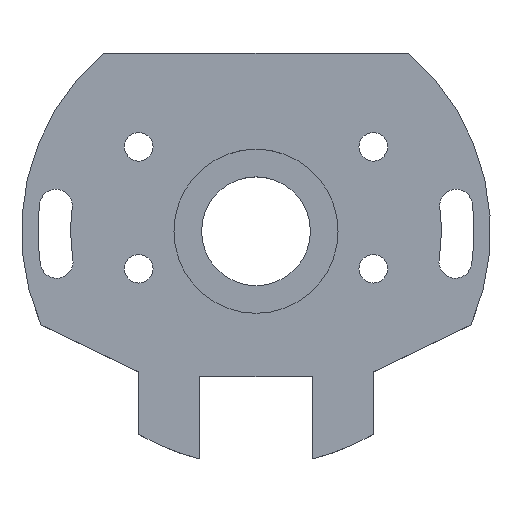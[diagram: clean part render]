
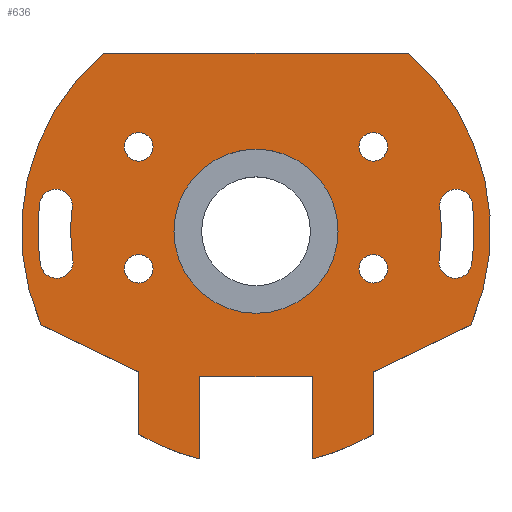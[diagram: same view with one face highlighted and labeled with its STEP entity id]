
A CAD part, top view. The second image highlights one B-rep face of the part: STEP entity #636.
In plain terms, the highlighted planar face has unit normal (0, 0, 1).
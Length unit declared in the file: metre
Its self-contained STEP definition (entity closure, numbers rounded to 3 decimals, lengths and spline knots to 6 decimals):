
#12=LINE('',#1019,#48);
#13=LINE('',#1022,#49);
#14=LINE('',#1026,#50);
#15=LINE('',#1028,#51);
#16=LINE('',#1032,#52);
#17=LINE('',#1036,#53);
#18=LINE('',#1038,#54);
#19=LINE('',#1042,#55);
#48=VECTOR('',#810,1.);
#49=VECTOR('',#811,1.);
#50=VECTOR('',#814,1.);
#51=VECTOR('',#815,1.);
#52=VECTOR('',#818,1.);
#53=VECTOR('',#821,1.);
#54=VECTOR('',#822,1.);
#55=VECTOR('',#825,1.);
#84=PLANE('',#690);
#101=ORIENTED_EDGE('',*,*,#269,.F.);
#102=ORIENTED_EDGE('',*,*,#270,.F.);
#103=ORIENTED_EDGE('',*,*,#271,.F.);
#104=ORIENTED_EDGE('',*,*,#272,.F.);
#105=ORIENTED_EDGE('',*,*,#273,.F.);
#106=ORIENTED_EDGE('',*,*,#274,.F.);
#107=ORIENTED_EDGE('',*,*,#275,.T.);
#108=ORIENTED_EDGE('',*,*,#276,.T.);
#109=ORIENTED_EDGE('',*,*,#277,.F.);
#110=ORIENTED_EDGE('',*,*,#278,.F.);
#111=ORIENTED_EDGE('',*,*,#279,.T.);
#112=ORIENTED_EDGE('',*,*,#280,.T.);
#113=ORIENTED_EDGE('',*,*,#281,.F.);
#114=ORIENTED_EDGE('',*,*,#282,.T.);
#115=ORIENTED_EDGE('',*,*,#283,.T.);
#116=ORIENTED_EDGE('',*,*,#284,.T.);
#117=ORIENTED_EDGE('',*,*,#285,.F.);
#118=ORIENTED_EDGE('',*,*,#286,.T.);
#119=ORIENTED_EDGE('',*,*,#287,.T.);
#120=ORIENTED_EDGE('',*,*,#288,.F.);
#121=ORIENTED_EDGE('',*,*,#289,.T.);
#122=ORIENTED_EDGE('',*,*,#290,.F.);
#123=ORIENTED_EDGE('',*,*,#291,.T.);
#124=ORIENTED_EDGE('',*,*,#292,.T.);
#125=ORIENTED_EDGE('',*,*,#293,.F.);
#269=EDGE_CURVE('',#353,#353,#417,.T.);
#270=EDGE_CURVE('',#354,#354,#418,.T.);
#271=EDGE_CURVE('',#355,#355,#419,.T.);
#272=EDGE_CURVE('',#356,#356,#420,.T.);
#273=EDGE_CURVE('',#357,#357,#421,.T.);
#274=EDGE_CURVE('',#358,#359,#422,.T.);
#275=EDGE_CURVE('',#358,#360,#423,.T.);
#276=EDGE_CURVE('',#360,#361,#424,.T.);
#277=EDGE_CURVE('',#359,#361,#425,.T.);
#278=EDGE_CURVE('',#362,#363,#426,.T.);
#279=EDGE_CURVE('',#362,#364,#427,.T.);
#280=EDGE_CURVE('',#364,#365,#428,.T.);
#281=EDGE_CURVE('',#363,#365,#429,.T.);
#282=EDGE_CURVE('',#366,#367,#12,.T.);
#283=EDGE_CURVE('',#367,#368,#13,.T.);
#284=EDGE_CURVE('',#368,#369,#430,.T.);
#285=EDGE_CURVE('',#370,#369,#14,.T.);
#286=EDGE_CURVE('',#370,#371,#15,.T.);
#287=EDGE_CURVE('',#371,#372,#431,.T.);
#288=EDGE_CURVE('',#373,#372,#16,.T.);
#289=EDGE_CURVE('',#373,#374,#432,.T.);
#290=EDGE_CURVE('',#375,#374,#17,.T.);
#291=EDGE_CURVE('',#375,#376,#18,.T.);
#292=EDGE_CURVE('',#376,#377,#433,.T.);
#293=EDGE_CURVE('',#366,#377,#19,.T.);
#353=VERTEX_POINT('',#994);
#354=VERTEX_POINT('',#996);
#355=VERTEX_POINT('',#998);
#356=VERTEX_POINT('',#1000);
#357=VERTEX_POINT('',#1002);
#358=VERTEX_POINT('',#1004);
#359=VERTEX_POINT('',#1005);
#360=VERTEX_POINT('',#1007);
#361=VERTEX_POINT('',#1009);
#362=VERTEX_POINT('',#1012);
#363=VERTEX_POINT('',#1013);
#364=VERTEX_POINT('',#1015);
#365=VERTEX_POINT('',#1017);
#366=VERTEX_POINT('',#1020);
#367=VERTEX_POINT('',#1021);
#368=VERTEX_POINT('',#1023);
#369=VERTEX_POINT('',#1025);
#370=VERTEX_POINT('',#1027);
#371=VERTEX_POINT('',#1029);
#372=VERTEX_POINT('',#1031);
#373=VERTEX_POINT('',#1033);
#374=VERTEX_POINT('',#1035);
#375=VERTEX_POINT('',#1037);
#376=VERTEX_POINT('',#1039);
#377=VERTEX_POINT('',#1041);
#417=CIRCLE('',#691,0.00305);
#418=CIRCLE('',#692,0.00305);
#419=CIRCLE('',#693,0.00305);
#420=CIRCLE('',#694,0.00305);
#421=CIRCLE('',#695,0.0175);
#422=CIRCLE('',#696,0.0035);
#423=CIRCLE('',#697,0.0465);
#424=CIRCLE('',#698,0.0035);
#425=CIRCLE('',#699,0.0395);
#426=CIRCLE('',#700,0.0035);
#427=CIRCLE('',#701,0.0395);
#428=CIRCLE('',#702,0.0035);
#429=CIRCLE('',#703,0.0465);
#430=CIRCLE('',#704,0.05);
#431=CIRCLE('',#705,0.05);
#432=CIRCLE('',#706,0.05);
#433=CIRCLE('',#707,0.05);
#465=EDGE_LOOP('',(#101));
#466=EDGE_LOOP('',(#102));
#467=EDGE_LOOP('',(#103));
#468=EDGE_LOOP('',(#104));
#469=EDGE_LOOP('',(#105));
#470=EDGE_LOOP('',(#106,#107,#108,#109));
#471=EDGE_LOOP('',(#110,#111,#112,#113));
#472=EDGE_LOOP('',(#114,#115,#116,#117,#118,#119,#120,#121,#122,#123,#124,
#125));
#539=FACE_BOUND('',#465,.T.);
#540=FACE_BOUND('',#466,.T.);
#541=FACE_BOUND('',#467,.T.);
#542=FACE_BOUND('',#468,.T.);
#543=FACE_BOUND('',#469,.T.);
#544=FACE_BOUND('',#470,.T.);
#545=FACE_BOUND('',#471,.T.);
#546=FACE_BOUND('',#472,.T.);
#636=ADVANCED_FACE('',(#539,#540,#541,#542,#543,#544,#545,#546),#84,.T.);
#690=AXIS2_PLACEMENT_3D('',#992,#782,#783);
#691=AXIS2_PLACEMENT_3D('',#993,#784,#785);
#692=AXIS2_PLACEMENT_3D('',#995,#786,#787);
#693=AXIS2_PLACEMENT_3D('',#997,#788,#789);
#694=AXIS2_PLACEMENT_3D('',#999,#790,#791);
#695=AXIS2_PLACEMENT_3D('',#1001,#792,#793);
#696=AXIS2_PLACEMENT_3D('',#1003,#794,#795);
#697=AXIS2_PLACEMENT_3D('',#1006,#796,#797);
#698=AXIS2_PLACEMENT_3D('',#1008,#798,#799);
#699=AXIS2_PLACEMENT_3D('',#1010,#800,#801);
#700=AXIS2_PLACEMENT_3D('',#1011,#802,#803);
#701=AXIS2_PLACEMENT_3D('',#1014,#804,#805);
#702=AXIS2_PLACEMENT_3D('',#1016,#806,#807);
#703=AXIS2_PLACEMENT_3D('',#1018,#808,#809);
#704=AXIS2_PLACEMENT_3D('',#1024,#812,#813);
#705=AXIS2_PLACEMENT_3D('',#1030,#816,#817);
#706=AXIS2_PLACEMENT_3D('',#1034,#819,#820);
#707=AXIS2_PLACEMENT_3D('',#1040,#823,#824);
#782=DIRECTION('',(0.,0.,1.));
#783=DIRECTION('',(1.,0.,0.));
#784=DIRECTION('',(0.,0.,1.));
#785=DIRECTION('',(1.,0.,0.));
#786=DIRECTION('',(0.,0.,1.));
#787=DIRECTION('',(1.,0.,0.));
#788=DIRECTION('',(0.,0.,1.));
#789=DIRECTION('',(1.,0.,0.));
#790=DIRECTION('',(0.,0.,1.));
#791=DIRECTION('',(1.,0.,0.));
#792=DIRECTION('',(0.,0.,1.));
#793=DIRECTION('',(1.,0.,0.));
#794=DIRECTION('',(0.,0.,1.));
#795=DIRECTION('',(1.,0.,0.));
#796=DIRECTION('',(0.,0.,-1.));
#797=DIRECTION('',(1.,0.,0.));
#798=DIRECTION('',(0.,0.,-1.));
#799=DIRECTION('',(1.,0.,0.));
#800=DIRECTION('',(0.,0.,-1.));
#801=DIRECTION('',(1.,0.,0.));
#802=DIRECTION('',(0.,0.,1.));
#803=DIRECTION('',(1.,0.,0.));
#804=DIRECTION('',(0.,0.,1.));
#805=DIRECTION('',(1.,0.,0.));
#806=DIRECTION('',(0.,0.,-1.));
#807=DIRECTION('',(1.,0.,0.));
#808=DIRECTION('',(0.,0.,1.));
#809=DIRECTION('',(1.,0.,0.));
#810=DIRECTION('',(1.,0.,0.));
#811=DIRECTION('',(0.,-1.,0.));
#812=DIRECTION('',(0.,0.,1.));
#813=DIRECTION('',(1.,0.,0.));
#814=DIRECTION('',(0.,-1.,0.));
#815=DIRECTION('',(0.901,0.433,0.));
#816=DIRECTION('',(0.,0.,1.));
#817=DIRECTION('',(1.,0.,0.));
#818=DIRECTION('',(1.,0.,0.));
#819=DIRECTION('',(0.,0.,1.));
#820=DIRECTION('',(1.,0.,0.));
#821=DIRECTION('',(-0.901,0.433,0.));
#822=DIRECTION('',(0.,-1.,0.));
#823=DIRECTION('',(0.,0.,1.));
#824=DIRECTION('',(1.,0.,0.));
#825=DIRECTION('',(0.,-1.,0.));
#992=CARTESIAN_POINT('',(0.,-0.006,0.01));
#993=CARTESIAN_POINT('',(-0.025,-0.008,0.01));
#994=CARTESIAN_POINT('',(-0.02195,-0.008,0.01));
#995=CARTESIAN_POINT('',(-0.025,0.018,0.01));
#996=CARTESIAN_POINT('',(-0.02195,0.018,0.01));
#997=CARTESIAN_POINT('',(0.025,0.018,0.01));
#998=CARTESIAN_POINT('',(0.02805,0.018,0.01));
#999=CARTESIAN_POINT('',(0.025,-0.008,0.01));
#1000=CARTESIAN_POINT('',(0.02805,-0.008,0.01));
#1001=CARTESIAN_POINT('',(0.,0.,0.01));
#1002=CARTESIAN_POINT('',(0.0175,0.,0.01));
#1003=CARTESIAN_POINT('',(0.042654,0.005443,0.01));
#1004=CARTESIAN_POINT('',(0.046126,0.005886,0.01));
#1005=CARTESIAN_POINT('',(0.039182,0.005,0.01));
#1006=CARTESIAN_POINT('',(0.,0.,0.01));
#1007=CARTESIAN_POINT('',(0.04596,-0.007063,0.01));
#1008=CARTESIAN_POINT('',(0.042501,-0.006532,0.01));
#1009=CARTESIAN_POINT('',(0.039042,-0.006,0.01));
#1010=CARTESIAN_POINT('',(0.,0.,0.01));
#1011=CARTESIAN_POINT('',(-0.042654,0.005443,0.01));
#1012=CARTESIAN_POINT('',(-0.039182,0.005,0.01));
#1013=CARTESIAN_POINT('',(-0.046126,0.005886,0.01));
#1014=CARTESIAN_POINT('',(0.,0.,0.01));
#1015=CARTESIAN_POINT('',(-0.039042,-0.006,0.01));
#1016=CARTESIAN_POINT('',(-0.042501,-0.006532,0.01));
#1017=CARTESIAN_POINT('',(-0.04596,-0.007063,0.01));
#1018=CARTESIAN_POINT('',(0.,0.,0.01));
#1019=CARTESIAN_POINT('',(0.,-0.031,0.01));
#1020=CARTESIAN_POINT('',(-0.012,-0.031,0.01));
#1021=CARTESIAN_POINT('',(0.012,-0.031,0.01));
#1022=CARTESIAN_POINT('',(0.012,-0.006,0.01));
#1023=CARTESIAN_POINT('',(0.012,-0.048539,0.01));
#1024=CARTESIAN_POINT('',(0.,0.,0.01));
#1025=CARTESIAN_POINT('',(0.025,-0.043301,0.01));
#1026=CARTESIAN_POINT('',(0.025,-0.036651,0.01));
#1027=CARTESIAN_POINT('',(0.025,-0.03,0.01));
#1028=CARTESIAN_POINT('',(0.035413,-0.025,0.01));
#1029=CARTESIAN_POINT('',(0.045826,-0.02,0.01));
#1030=CARTESIAN_POINT('',(0.,0.,0.01));
#1031=CARTESIAN_POINT('',(0.032496,0.038,0.01));
#1032=CARTESIAN_POINT('',(0.,0.038,0.01));
#1033=CARTESIAN_POINT('',(-0.032496,0.038,0.01));
#1034=CARTESIAN_POINT('',(0.,0.,0.01));
#1035=CARTESIAN_POINT('',(-0.045826,-0.02,0.01));
#1036=CARTESIAN_POINT('',(-0.035413,-0.025,0.01));
#1037=CARTESIAN_POINT('',(-0.025,-0.03,0.01));
#1038=CARTESIAN_POINT('',(-0.025,-0.036651,0.01));
#1039=CARTESIAN_POINT('',(-0.025,-0.043301,0.01));
#1040=CARTESIAN_POINT('',(0.,0.,0.01));
#1041=CARTESIAN_POINT('',(-0.012,-0.048539,0.01));
#1042=CARTESIAN_POINT('',(-0.012,-0.006,0.01));
